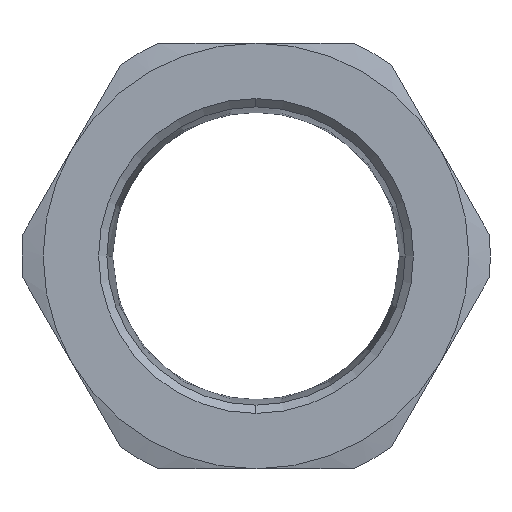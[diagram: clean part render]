
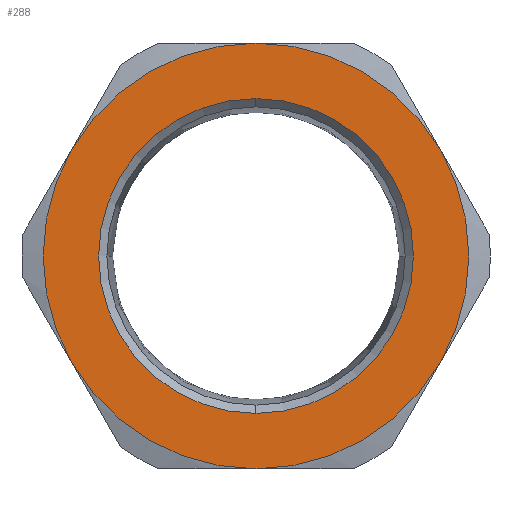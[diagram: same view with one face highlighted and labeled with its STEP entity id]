
A CAD part, left-side view. The second image highlights one B-rep face of the part: STEP entity #288.
In plain terms, the highlighted planar face has unit normal (-1, 0, 0).
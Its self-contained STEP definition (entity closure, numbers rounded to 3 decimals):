
#12 = DIRECTION ( 'NONE',  ( 1., 0., 0. ) ) ;
#40 = CARTESIAN_POINT ( 'NONE',  ( 0., 0., 0. ) ) ;
#45 = CARTESIAN_POINT ( 'NONE',  ( 0., 0., 0. ) ) ;
#71 = AXIS2_PLACEMENT_3D ( 'NONE', #1231, #1043, #740 ) ;
#82 = EDGE_CURVE ( 'NONE', #344, #1093, #998, .T. ) ;
#102 = AXIS2_PLACEMENT_3D ( 'NONE', #226, #914, #312 ) ;
#105 = VERTEX_POINT ( 'NONE', #259 ) ;
#118 = VERTEX_POINT ( 'NONE', #566 ) ;
#122 = AXIS2_PLACEMENT_3D ( 'NONE', #40, #730, #141 ) ;
#141 = DIRECTION ( 'NONE',  ( 0., 0., -1. ) ) ;
#149 = DIRECTION ( 'NONE',  ( 0., 0., -1. ) ) ;
#155 = ORIENTED_EDGE ( 'NONE', *, *, #999, .F. ) ;
#183 = PLANE ( 'NONE',  #1243 ) ;
#209 = AXIS2_PLACEMENT_3D ( 'NONE', #467, #1165, #564 ) ;
#226 = CARTESIAN_POINT ( 'NONE',  ( 0., 0., 0. ) ) ;
#259 = CARTESIAN_POINT ( 'NONE',  ( 0., 0., 27.5 ) ) ;
#271 = AXIS2_PLACEMENT_3D ( 'NONE', #972, #364, #1065 ) ;
#288 = ADVANCED_FACE ( 'NONE', ( #1042, #634 ), #183, .F. ) ;
#312 = DIRECTION ( 'NONE',  ( 0., 0., 1. ) ) ;
#344 = VERTEX_POINT ( 'NONE', #401 ) ;
#364 = DIRECTION ( 'NONE',  ( 1., 0., 0. ) ) ;
#366 = DIRECTION ( 'NONE',  ( 1., 0., 0. ) ) ;
#383 = VERTEX_POINT ( 'NONE', #913 ) ;
#401 = CARTESIAN_POINT ( 'NONE',  ( 0., 0., 20.338 ) ) ;
#421 = EDGE_LOOP ( 'NONE', ( #1036, #820, #782, #927, #681, #155 ) ) ;
#467 = CARTESIAN_POINT ( 'NONE',  ( 0., 0., 0. ) ) ;
#489 = AXIS2_PLACEMENT_3D ( 'NONE', #499, #1198, #593 ) ;
#498 = CIRCLE ( 'NONE', #271, 27.5 ) ;
#499 = CARTESIAN_POINT ( 'NONE',  ( 0., 0., 0. ) ) ;
#514 = CARTESIAN_POINT ( 'NONE',  ( 0., 23.816, -13.75 ) ) ;
#523 = EDGE_CURVE ( 'NONE', #383, #1222, #729, .T. ) ;
#532 = EDGE_LOOP ( 'NONE', ( #1188, #1247 ) ) ;
#553 = AXIS2_PLACEMENT_3D ( 'NONE', #587, #12, #699 ) ;
#556 = EDGE_CURVE ( 'NONE', #1093, #344, #1223, .T. ) ;
#560 = CARTESIAN_POINT ( 'NONE',  ( 0., 0., 0. ) ) ;
#564 = DIRECTION ( 'NONE',  ( 0., 0., -1. ) ) ;
#566 = CARTESIAN_POINT ( 'NONE',  ( 0., 23.816, 13.75 ) ) ;
#587 = CARTESIAN_POINT ( 'NONE',  ( 0., 0., 0. ) ) ;
#593 = DIRECTION ( 'NONE',  ( 0., 0., -1. ) ) ;
#634 = FACE_OUTER_BOUND ( 'NONE', #421, .T. ) ;
#681 = ORIENTED_EDGE ( 'NONE', *, *, #1062, .T. ) ;
#699 = DIRECTION ( 'NONE',  ( 0., 0., -1. ) ) ;
#702 = VERTEX_POINT ( 'NONE', #756 ) ;
#710 = CIRCLE ( 'NONE', #209, 27.5 ) ;
#723 = CARTESIAN_POINT ( 'NONE',  ( 0., 0., -20.338 ) ) ;
#729 = CIRCLE ( 'NONE', #122, 27.5 ) ;
#730 = DIRECTION ( 'NONE',  ( 1., 0., 0. ) ) ;
#736 = DIRECTION ( 'NONE',  ( 1., 0., 0. ) ) ;
#740 = DIRECTION ( 'NONE',  ( 0., 0., -1. ) ) ;
#756 = CARTESIAN_POINT ( 'NONE',  ( 0., 0., -27.5 ) ) ;
#771 = EDGE_CURVE ( 'NONE', #1222, #702, #498, .T. ) ;
#782 = ORIENTED_EDGE ( 'NONE', *, *, #523, .F. ) ;
#792 = EDGE_CURVE ( 'NONE', #105, #383, #710, .T. ) ;
#820 = ORIENTED_EDGE ( 'NONE', *, *, #771, .F. ) ;
#869 = AXIS2_PLACEMENT_3D ( 'NONE', #45, #736, #149 ) ;
#903 = CARTESIAN_POINT ( 'NONE',  ( 0., -23.816, -13.75 ) ) ;
#913 = CARTESIAN_POINT ( 'NONE',  ( 0., -23.816, 13.75 ) ) ;
#914 = DIRECTION ( 'NONE',  ( -1., 0., 0. ) ) ;
#927 = ORIENTED_EDGE ( 'NONE', *, *, #792, .F. ) ;
#969 = EDGE_CURVE ( 'NONE', #702, #1260, #1172, .T. ) ;
#972 = CARTESIAN_POINT ( 'NONE',  ( 0., 0., 0. ) ) ;
#998 = CIRCLE ( 'NONE', #71, 20.338 ) ;
#999 = EDGE_CURVE ( 'NONE', #1260, #118, #1016, .T. ) ;
#1016 = CIRCLE ( 'NONE', #489, 27.5 ) ;
#1020 = CIRCLE ( 'NONE', #102, 27.5 ) ;
#1036 = ORIENTED_EDGE ( 'NONE', *, *, #969, .F. ) ;
#1042 = FACE_BOUND ( 'NONE', #532, .T. ) ;
#1043 = DIRECTION ( 'NONE',  ( 1., 0., 0. ) ) ;
#1062 = EDGE_CURVE ( 'NONE', #105, #118, #1020, .T. ) ;
#1065 = DIRECTION ( 'NONE',  ( 0., 0., -1. ) ) ;
#1068 = DIRECTION ( 'NONE',  ( 0., 0., -1. ) ) ;
#1093 = VERTEX_POINT ( 'NONE', #723 ) ;
#1165 = DIRECTION ( 'NONE',  ( 1., 0., 0. ) ) ;
#1172 = CIRCLE ( 'NONE', #553, 27.5 ) ;
#1188 = ORIENTED_EDGE ( 'NONE', *, *, #82, .T. ) ;
#1198 = DIRECTION ( 'NONE',  ( 1., 0., 0. ) ) ;
#1222 = VERTEX_POINT ( 'NONE', #903 ) ;
#1223 = CIRCLE ( 'NONE', #869, 20.338 ) ;
#1231 = CARTESIAN_POINT ( 'NONE',  ( 0., 0., 0. ) ) ;
#1243 = AXIS2_PLACEMENT_3D ( 'NONE', #560, #366, #1068 ) ;
#1247 = ORIENTED_EDGE ( 'NONE', *, *, #556, .T. ) ;
#1260 = VERTEX_POINT ( 'NONE', #514 ) ;
